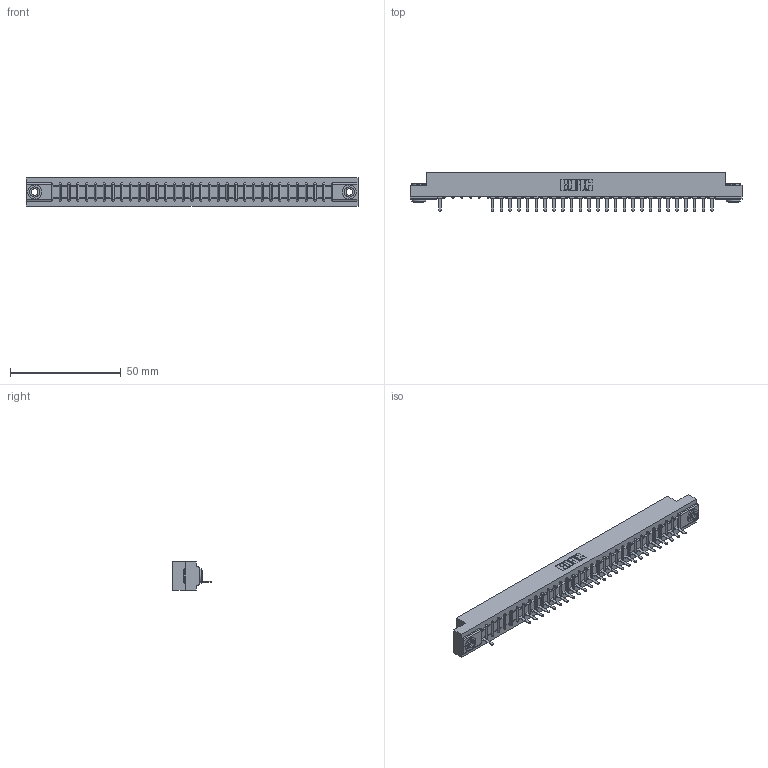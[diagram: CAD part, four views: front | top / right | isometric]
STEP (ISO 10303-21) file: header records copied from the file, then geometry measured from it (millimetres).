
FILE_DESCRIPTION (( 'STEP AP203' ), '1' );
FILE_NAME ('357-032-521-103.STEP', '2018-08-09T23:39:18', ( '' ), ( '' ), 'SwSTEP 2.0', 'SolidWorks 2016', '' );
FILE_SCHEMA (( 'CONFIG_CONTROL_DESIGN' ));
Length unit declared in the file: inch
Products named in the file (4): 307 Part_.156 Dia Mounting Holes; 307-290-002_521; 345-250-002_345-250-002-102; 357-032-521-103
Assembly tree (30 placements, depth 2):
  357-032-521-103
    307 Part_.156 Dia Mounting Holes
    307-290-002_521  x27
    345-250-002_345-250-002-102  x2
Bounding box: 149.81 x 17.42 x 12.7 mm (x, y, z)
Volume: 15815.1 mm3; surface area: 18993.4 mm2
Topology: 30 solids, 30 shells, 2301 faces, 7019 edges, 4586 vertices
Faces by surface type: plane 1369, cylinder 858, sphere 66, cone 8
Entity records: 30289 total; most frequent: CARTESIAN_POINT 5108, ORIENTED_EDGE 5094, DIRECTION 4977, EDGE_CURVE 2547, VECTOR 1939, LINE 1939, VERTEX_POINT 1650, AXIS2_PLACEMENT_3D 1519
